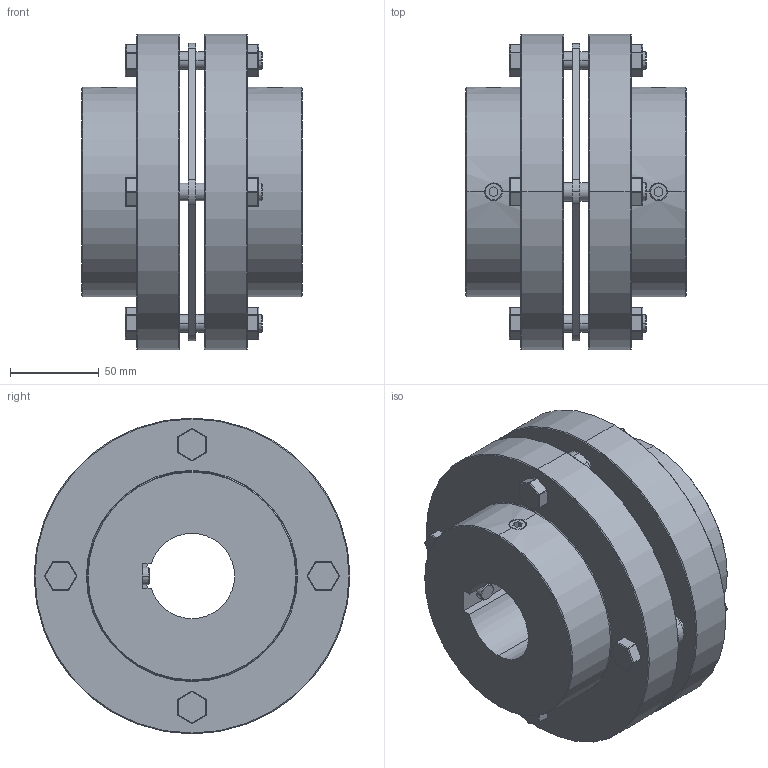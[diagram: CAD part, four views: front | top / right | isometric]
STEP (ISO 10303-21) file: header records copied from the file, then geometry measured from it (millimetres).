
FILE_DESCRIPTION (( 'STEP AP203' ), '1' );
FILE_NAME ('CL11-178k.step', '2011-08-10T07:17:58', ( '' ), ( '' ), 'SwSTEP 2.0', 'SolidWorks 2010', '' );
FILE_SCHEMA (( 'CONFIG_CONTROL_DESIGN' ));
Length unit declared in the file: millimetre
Products named in the file (1): CL11-178k
Bounding box: 124 x 178 x 178 mm (x, y, z)
Volume: 1741547.2 mm3; surface area: 215523.8 mm2
Topology: 11 solids, 11 shells, 391 faces, 897 edges, 526 vertices
Faces by surface type: cylinder 181, plane 122, sphere 48, cone 40
Entity records: 11290 total; most frequent: CARTESIAN_POINT 2223, DIRECTION 2035, ORIENTED_EDGE 1746, EDGE_CURVE 873, AXIS2_PLACEMENT_3D 782, VERTEX_POINT 518, VECTOR 471, LINE 471
